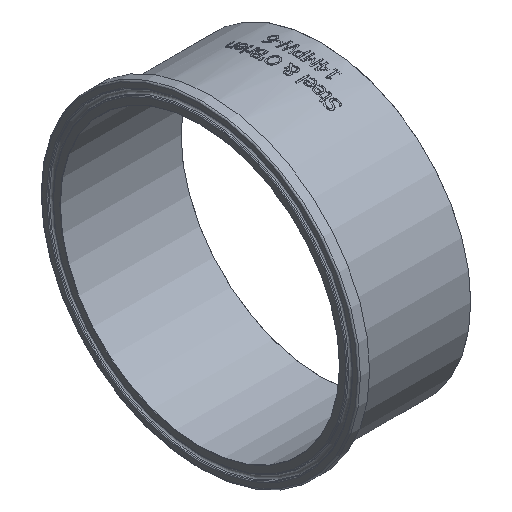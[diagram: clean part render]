
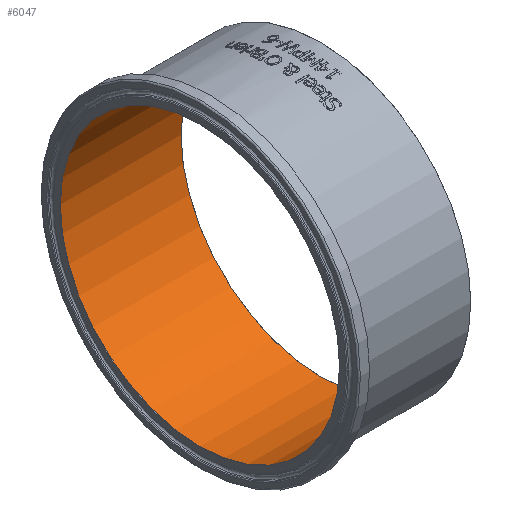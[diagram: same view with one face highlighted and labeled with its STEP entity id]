
A CAD part, isometric view. The second image highlights one B-rep face of the part: STEP entity #6047.
In plain terms, the highlighted cylindrical face has radius 73.127 mm (diameter 146.253 mm), a full revolution.
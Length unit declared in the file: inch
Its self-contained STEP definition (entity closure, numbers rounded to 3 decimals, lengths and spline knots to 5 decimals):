
#257=FACE_BOUND('',#1416,.T.);
#1033=FACE_OUTER_BOUND('',#1415,.T.);
#1415=EDGE_LOOP('',(#5639));
#1416=EDGE_LOOP('',(#5640));
#1578=CIRCLE('',#6431,2.879);
#1579=CIRCLE('',#6433,2.879);
#2983=VERTEX_POINT('',#13011);
#2984=VERTEX_POINT('',#13014);
#3873=EDGE_CURVE('',#2983,#2983,#1578,.T.);
#3874=EDGE_CURVE('',#2984,#2984,#1579,.T.);
#5639=ORIENTED_EDGE('',*,*,#3874,.F.);
#5640=ORIENTED_EDGE('',*,*,#3873,.F.);
#5691=CYLINDRICAL_SURFACE('',#6432,2.879);
#6047=ADVANCED_FACE('',(#1033,#257),#5691,.F.);
#6431=AXIS2_PLACEMENT_3D('',#13012,#7595,#7596);
#6432=AXIS2_PLACEMENT_3D('',#13013,#7597,#7598);
#6433=AXIS2_PLACEMENT_3D('',#13015,#7599,#7600);
#7595=DIRECTION('center_axis',(1.,0.,0.));
#7596=DIRECTION('ref_axis',(0.,-1.,0.));
#7597=DIRECTION('center_axis',(1.,0.,0.));
#7598=DIRECTION('ref_axis',(0.,1.,0.));
#7599=DIRECTION('center_axis',(-1.,0.,0.));
#7600=DIRECTION('ref_axis',(0.,-1.,0.));
#13011=CARTESIAN_POINT('',(0.005,2.879,0.));
#13012=CARTESIAN_POINT('Origin',(0.005,0.,
0.));
#13013=CARTESIAN_POINT('Origin',(1.25,0.,0.));
#13014=CARTESIAN_POINT('',(2.495,2.879,0.));
#13015=CARTESIAN_POINT('Origin',(2.495,0.,0.));
